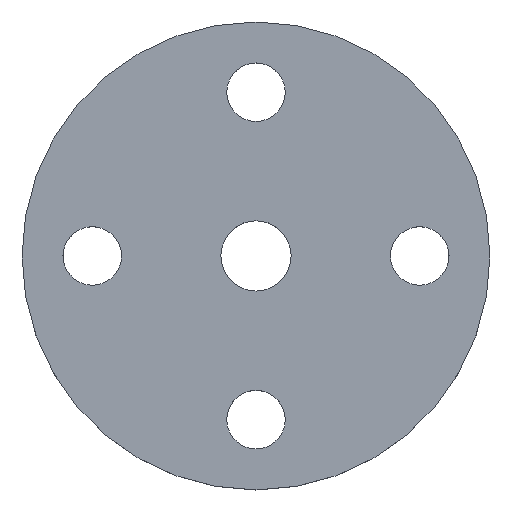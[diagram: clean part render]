
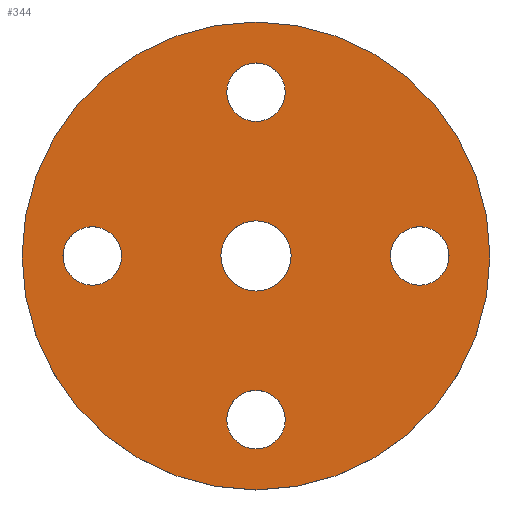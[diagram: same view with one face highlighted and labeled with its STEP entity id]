
A CAD part, top view. The second image highlights one B-rep face of the part: STEP entity #344.
In plain terms, the highlighted planar face has unit normal (0, 0, 1).
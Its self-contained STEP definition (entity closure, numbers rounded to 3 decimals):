
#4 = DIRECTION ( 'NONE',  ( -1., 0., 0. ) ) ;
#11 = DIRECTION ( 'NONE',  ( 1., 0., 0. ) ) ;
#21 = DIRECTION ( 'NONE',  ( -1., 0., 0. ) ) ;
#43 = AXIS2_PLACEMENT_3D ( 'NONE', #385, #879, #1034 ) ;
#47 = CARTESIAN_POINT ( 'NONE',  ( -10., 0., 2. ) ) ;
#58 = VERTEX_POINT ( 'NONE', #1031 ) ;
#59 = AXIS2_PLACEMENT_3D ( 'NONE', #836, #757, #350 ) ;
#69 = DIRECTION ( 'NONE',  ( -1., 0., 0. ) ) ;
#75 = VERTEX_POINT ( 'NONE', #395 ) ;
#77 = EDGE_CURVE ( 'NONE', #729, #613, #691, .T. ) ;
#84 = DIRECTION ( 'NONE',  ( 0., 0., -1. ) ) ;
#85 = AXIS2_PLACEMENT_3D ( 'NONE', #832, #338, #21 ) ;
#101 = DIRECTION ( 'NONE',  ( 0., 0., -1. ) ) ;
#103 = CARTESIAN_POINT ( 'NONE',  ( 0., 0., 2. ) ) ;
#105 = ORIENTED_EDGE ( 'NONE', *, *, #682, .T. ) ;
#106 = FACE_BOUND ( 'NONE', #712, .T. ) ;
#125 = CIRCLE ( 'NONE', #43, 1.25 ) ;
#129 = ORIENTED_EDGE ( 'NONE', *, *, #77, .T. ) ;
#162 = AXIS2_PLACEMENT_3D ( 'NONE', #392, #469, #4 ) ;
#164 = VERTEX_POINT ( 'NONE', #632 ) ;
#180 = CARTESIAN_POINT ( 'NONE',  ( 1.25, -7., 2. ) ) ;
#200 = EDGE_CURVE ( 'NONE', #164, #790, #931, .T. ) ;
#203 = EDGE_CURVE ( 'NONE', #774, #754, #904, .T. ) ;
#227 = CIRCLE ( 'NONE', #614, 1.5 ) ;
#230 = CARTESIAN_POINT ( 'NONE',  ( -1.5, 0., 2. ) ) ;
#239 = ORIENTED_EDGE ( 'NONE', *, *, #874, .T. ) ;
#244 = CARTESIAN_POINT ( 'NONE',  ( 0., 7., 2. ) ) ;
#252 = DIRECTION ( 'NONE',  ( -1., 0., 0. ) ) ;
#255 = EDGE_CURVE ( 'NONE', #75, #882, #434, .T. ) ;
#258 = DIRECTION ( 'NONE',  ( -1., 0., 0. ) ) ;
#273 = EDGE_CURVE ( 'NONE', #468, #58, #533, .T. ) ;
#276 = FACE_OUTER_BOUND ( 'NONE', #574, .T. ) ;
#284 = FACE_BOUND ( 'NONE', #843, .T. ) ;
#295 = CARTESIAN_POINT ( 'NONE',  ( -5.75, 0., 2. ) ) ;
#297 = EDGE_CURVE ( 'NONE', #1022, #979, #227, .T. ) ;
#305 = DIRECTION ( 'NONE',  ( -1., 0., 0. ) ) ;
#338 = DIRECTION ( 'NONE',  ( 0., 0., -1. ) ) ;
#340 = ORIENTED_EDGE ( 'NONE', *, *, #203, .T. ) ;
#344 = ADVANCED_FACE ( 'NONE', ( #776, #284, #528, #950, #106, #276 ), #911, .T. ) ;
#350 = DIRECTION ( 'NONE',  ( 1., 0., 0. ) ) ;
#381 = DIRECTION ( 'NONE',  ( 0., 0., -1. ) ) ;
#385 = CARTESIAN_POINT ( 'NONE',  ( -7., 0., 2. ) ) ;
#392 = CARTESIAN_POINT ( 'NONE',  ( 7., 0., 2. ) ) ;
#395 = CARTESIAN_POINT ( 'NONE',  ( -8.25, 0., 2. ) ) ;
#401 = CARTESIAN_POINT ( 'NONE',  ( 0., 0., 2. ) ) ;
#408 = CARTESIAN_POINT ( 'NONE',  ( 0., 0., 2. ) ) ;
#420 = CIRCLE ( 'NONE', #673, 1.5 ) ;
#422 = AXIS2_PLACEMENT_3D ( 'NONE', #244, #479, #566 ) ;
#434 = CIRCLE ( 'NONE', #675, 1.25 ) ;
#468 = VERTEX_POINT ( 'NONE', #47 ) ;
#469 = DIRECTION ( 'NONE',  ( 0., 0., -1. ) ) ;
#473 = DIRECTION ( 'NONE',  ( 0., 0., -1. ) ) ;
#479 = DIRECTION ( 'NONE',  ( 0., 0., -1. ) ) ;
#481 = DIRECTION ( 'NONE',  ( 1., 0., 0. ) ) ;
#484 = CARTESIAN_POINT ( 'NONE',  ( 5.75, 0., 2. ) ) ;
#508 = ORIENTED_EDGE ( 'NONE', *, *, #912, .T. ) ;
#523 = CARTESIAN_POINT ( 'NONE',  ( 7., 0., 2. ) ) ;
#525 = ORIENTED_EDGE ( 'NONE', *, *, #801, .T. ) ;
#527 = AXIS2_PLACEMENT_3D ( 'NONE', #523, #381, #69 ) ;
#528 = FACE_BOUND ( 'NONE', #557, .T. ) ;
#533 = CIRCLE ( 'NONE', #789, 10. ) ;
#557 = EDGE_LOOP ( 'NONE', ( #105, #711 ) ) ;
#566 = DIRECTION ( 'NONE',  ( -1., 0., 0. ) ) ;
#574 = EDGE_LOOP ( 'NONE', ( #764, #525 ) ) ;
#587 = CARTESIAN_POINT ( 'NONE',  ( -1.25, -7., 2. ) ) ;
#588 = CARTESIAN_POINT ( 'NONE',  ( -7., 0., 2. ) ) ;
#598 = CIRCLE ( 'NONE', #59, 10. ) ;
#602 = EDGE_LOOP ( 'NONE', ( #129, #239 ) ) ;
#613 = VERTEX_POINT ( 'NONE', #880 ) ;
#614 = AXIS2_PLACEMENT_3D ( 'NONE', #103, #657, #997 ) ;
#623 = EDGE_CURVE ( 'NONE', #754, #774, #786, .T. ) ;
#632 = CARTESIAN_POINT ( 'NONE',  ( 1.25, 7., 2. ) ) ;
#638 = EDGE_CURVE ( 'NONE', #979, #1022, #420, .T. ) ;
#649 = CARTESIAN_POINT ( 'NONE',  ( 0., 0., 2. ) ) ;
#657 = DIRECTION ( 'NONE',  ( 0., 0., -1. ) ) ;
#673 = AXIS2_PLACEMENT_3D ( 'NONE', #401, #473, #11 ) ;
#675 = AXIS2_PLACEMENT_3D ( 'NONE', #588, #101, #258 ) ;
#676 = ORIENTED_EDGE ( 'NONE', *, *, #297, .T. ) ;
#682 = EDGE_CURVE ( 'NONE', #790, #164, #739, .T. ) ;
#683 = ORIENTED_EDGE ( 'NONE', *, *, #623, .T. ) ;
#691 = CIRCLE ( 'NONE', #162, 1.25 ) ;
#711 = ORIENTED_EDGE ( 'NONE', *, *, #200, .T. ) ;
#712 = EDGE_LOOP ( 'NONE', ( #340, #683 ) ) ;
#729 = VERTEX_POINT ( 'NONE', #484 ) ;
#738 = DIRECTION ( 'NONE',  ( 0., 0., 1. ) ) ;
#739 = CIRCLE ( 'NONE', #85, 1.25 ) ;
#748 = DIRECTION ( 'NONE',  ( 0., 0., 1. ) ) ;
#754 = VERTEX_POINT ( 'NONE', #180 ) ;
#757 = DIRECTION ( 'NONE',  ( 0., 0., 1. ) ) ;
#764 = ORIENTED_EDGE ( 'NONE', *, *, #273, .T. ) ;
#774 = VERTEX_POINT ( 'NONE', #587 ) ;
#776 = FACE_BOUND ( 'NONE', #991, .T. ) ;
#786 = CIRCLE ( 'NONE', #896, 1.25 ) ;
#789 = AXIS2_PLACEMENT_3D ( 'NONE', #408, #748, #481 ) ;
#790 = VERTEX_POINT ( 'NONE', #1009 ) ;
#799 = CARTESIAN_POINT ( 'NONE',  ( 1.5, 0., 2. ) ) ;
#801 = EDGE_CURVE ( 'NONE', #58, #468, #598, .T. ) ;
#812 = ORIENTED_EDGE ( 'NONE', *, *, #255, .T. ) ;
#832 = CARTESIAN_POINT ( 'NONE',  ( 0., 7., 2. ) ) ;
#836 = CARTESIAN_POINT ( 'NONE',  ( 0., 0., 2. ) ) ;
#843 = EDGE_LOOP ( 'NONE', ( #812, #508 ) ) ;
#874 = EDGE_CURVE ( 'NONE', #613, #729, #984, .T. ) ;
#879 = DIRECTION ( 'NONE',  ( 0., 0., -1. ) ) ;
#880 = CARTESIAN_POINT ( 'NONE',  ( 8.25, 0., 2. ) ) ;
#882 = VERTEX_POINT ( 'NONE', #295 ) ;
#892 = ORIENTED_EDGE ( 'NONE', *, *, #638, .T. ) ;
#896 = AXIS2_PLACEMENT_3D ( 'NONE', #968, #84, #305 ) ;
#902 = CARTESIAN_POINT ( 'NONE',  ( 0., -7., 2. ) ) ;
#904 = CIRCLE ( 'NONE', #935, 1.25 ) ;
#911 = PLANE ( 'NONE',  #990 ) ;
#912 = EDGE_CURVE ( 'NONE', #882, #75, #125, .T. ) ;
#920 = DIRECTION ( 'NONE',  ( 1., 0., 0. ) ) ;
#931 = CIRCLE ( 'NONE', #422, 1.25 ) ;
#935 = AXIS2_PLACEMENT_3D ( 'NONE', #902, #987, #252 ) ;
#950 = FACE_BOUND ( 'NONE', #602, .T. ) ;
#968 = CARTESIAN_POINT ( 'NONE',  ( 0., -7., 2. ) ) ;
#979 = VERTEX_POINT ( 'NONE', #230 ) ;
#984 = CIRCLE ( 'NONE', #527, 1.25 ) ;
#987 = DIRECTION ( 'NONE',  ( 0., 0., -1. ) ) ;
#990 = AXIS2_PLACEMENT_3D ( 'NONE', #649, #738, #920 ) ;
#991 = EDGE_LOOP ( 'NONE', ( #892, #676 ) ) ;
#997 = DIRECTION ( 'NONE',  ( 1., 0., 0. ) ) ;
#1009 = CARTESIAN_POINT ( 'NONE',  ( -1.25, 7., 2. ) ) ;
#1022 = VERTEX_POINT ( 'NONE', #799 ) ;
#1031 = CARTESIAN_POINT ( 'NONE',  ( 10., 0., 2. ) ) ;
#1034 = DIRECTION ( 'NONE',  ( -1., 0., 0. ) ) ;
